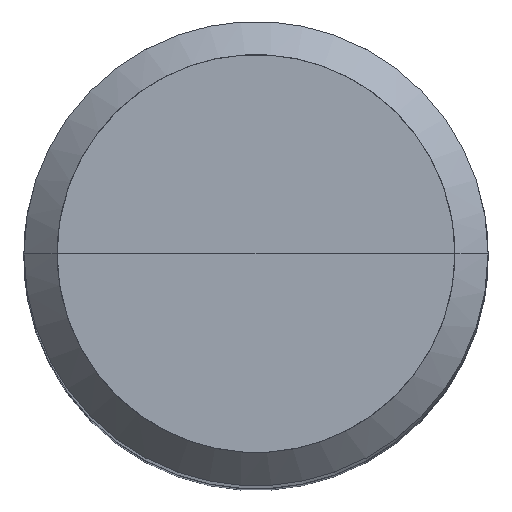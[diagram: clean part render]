
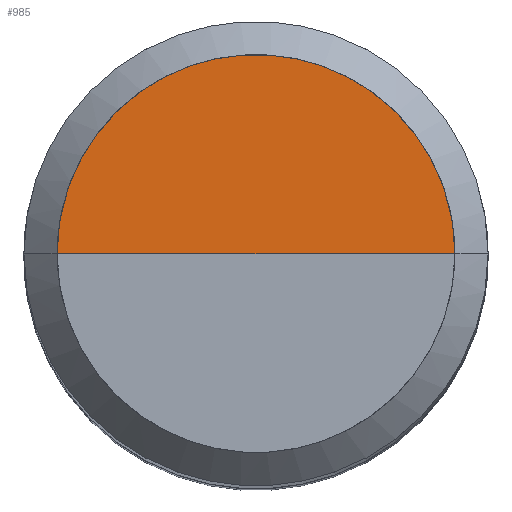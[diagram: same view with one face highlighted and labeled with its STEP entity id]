
A CAD part, top view. The second image highlights one B-rep face of the part: STEP entity #985.
In plain terms, the highlighted free-form (B-spline) face has degree [1, 2] with [2, 5] control points.
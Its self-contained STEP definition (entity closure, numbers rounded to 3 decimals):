
#697=CARTESIAN_POINT('',(6.0,0.0,45.0));
#698=CARTESIAN_POINT('',(6.0,6.0,45.0));
#699=CARTESIAN_POINT('',(0.0,6.0,45.0));
#700=CARTESIAN_POINT('',(-6.0,6.0,45.0));
#701=CARTESIAN_POINT('',(-6.0,0.0,45.0));
#702=CARTESIAN_POINT('',(0.0,0.0,45.0));
#970=(
BOUNDED_SURFACE()
B_SPLINE_SURFACE(1,2,(
(#697,#698,#699,#700,#701),
(#702,#702,#702,#702,#702)
), .UNSPECIFIED.,.F.,.F.,.F.)
B_SPLINE_SURFACE_WITH_KNOTS((2,2),(3,2,3),(
0.0,1.0),(
0.0,0.5,1.0), .UNSPECIFIED.)
GEOMETRIC_REPRESENTATION_ITEM()
RATIONAL_B_SPLINE_SURFACE(((1.0,0.707,1.0,0.707,1.0),
(1.0,0.707,1.0,0.707,1.0)
))
REPRESENTATION_ITEM('')
SURFACE()
);
#971=(
BOUNDED_CURVE()
B_SPLINE_CURVE(2,(#701,#700,#699,#698,#697),.UNSPECIFIED.,.F.,.F.)
B_SPLINE_CURVE_WITH_KNOTS((3,2,3),
(0.0,0.5,1.0),.UNSPECIFIED.)
CURVE()
GEOMETRIC_REPRESENTATION_ITEM()
RATIONAL_B_SPLINE_CURVE((1.0,0.707,1.0,0.707,1.0))
REPRESENTATION_ITEM('')
);
#972=(
BOUNDED_CURVE()
B_SPLINE_CURVE(1,(#697,#702),.UNSPECIFIED.,.F.,.F.)
B_SPLINE_CURVE_WITH_KNOTS((2,2),
(0.0,1.0),.UNSPECIFIED.)
CURVE()
GEOMETRIC_REPRESENTATION_ITEM()
RATIONAL_B_SPLINE_CURVE((1.0,1.0))
REPRESENTATION_ITEM('')
);
#973=(
BOUNDED_CURVE()
B_SPLINE_CURVE(1,(#702,#701),.UNSPECIFIED.,.F.,.F.)
B_SPLINE_CURVE_WITH_KNOTS((2,2),
(0.0,1.0),.UNSPECIFIED.)
CURVE()
GEOMETRIC_REPRESENTATION_ITEM()
RATIONAL_B_SPLINE_CURVE((1.0,1.0))
REPRESENTATION_ITEM('')
);
#974=VERTEX_POINT('',#697);
#975=VERTEX_POINT('',#701);
#976=VERTEX_POINT('',#702);
#977=EDGE_CURVE('',#975,#974,#971,.T.);
#978=EDGE_CURVE('',#974,#976,#972,.T.);
#979=EDGE_CURVE('',#976,#975,#973,.T.);
#980=ORIENTED_EDGE('',*,*,#977,.T.);
#981=ORIENTED_EDGE('',*,*,#978,.T.);
#982=ORIENTED_EDGE('',*,*,#979,.T.);
#983=EDGE_LOOP('',(#980,#981,#982));
#984=FACE_OUTER_BOUND('',#983,.T.);
#985=ADVANCED_FACE('',(#984),#970,.T.);
